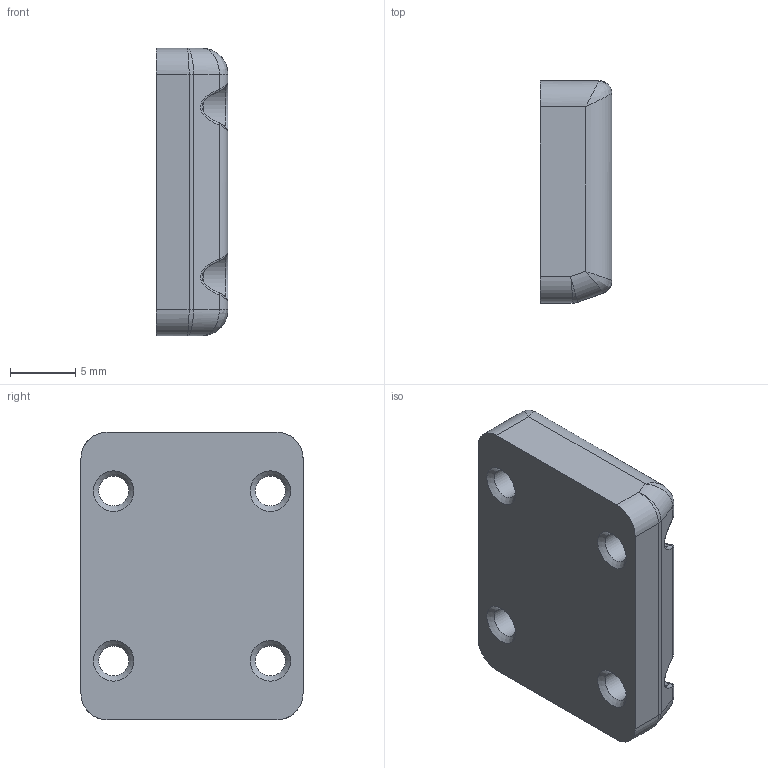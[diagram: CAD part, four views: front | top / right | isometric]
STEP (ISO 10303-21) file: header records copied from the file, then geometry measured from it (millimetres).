
FILE_DESCRIPTION(/* description */ (''),/* implementation_level */ '2;1');
FILE_NAME(/* name */ 'KirigamiCarriageSpacer.step',/* time_stamp */ '2022-05-15T18:35:25-07:00',/* author */ (''),/* organization */ (''),/* preprocessor_version */ 'ST-DEVELOPER v18.1',/* originating_system */ 'Autodesk Translation Framework v10.14.0.1471',/* authorisation */ '');
FILE_SCHEMA (('AUTOMOTIVE_DESIGN { 1 0 10303 214 3 1 1 }'));
Length unit declared in the file: millimetre
Products named in the file (1): (Unsaved)
Bounding box: 5.5 x 17 x 22 mm (x, y, z)
Volume: 1824.1 mm3; surface area: 1223.5 mm2
Topology: 1 solids, 1 shells, 64 faces, 148 edges, 80 vertices
Faces by surface type: cylinder 21, bspline 16, cone 12, plane 11, torus 4
Full cylindrical faces by diameter (mm): 2.3 x4, 3.8 x2
Entity records: 2516 total; most frequent: CARTESIAN_POINT 1098, DIRECTION 290, ORIENTED_EDGE 284, EDGE_CURVE 142, AXIS2_PLACEMENT_3D 119, VERTEX_POINT 80, EDGE_LOOP 72, FACE_OUTER_BOUND 64
